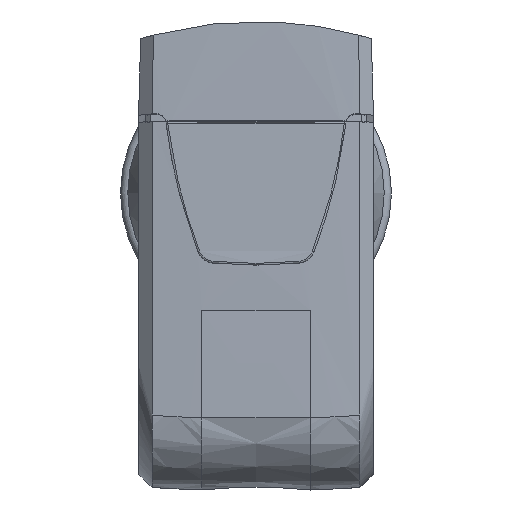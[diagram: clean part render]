
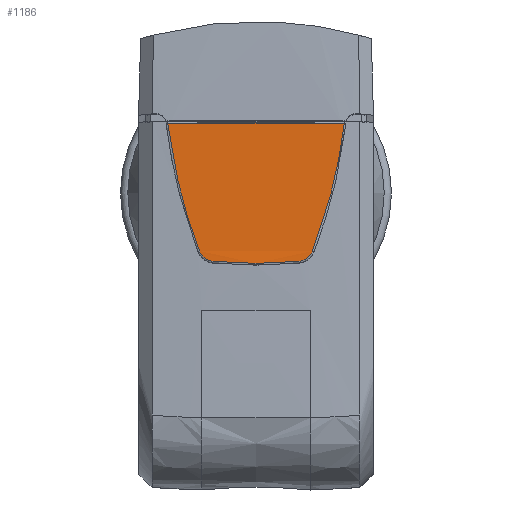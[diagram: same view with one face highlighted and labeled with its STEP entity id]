
A CAD part, left-side view. The second image highlights one B-rep face of the part: STEP entity #1186.
In plain terms, the highlighted cylindrical face has radius 84.625 mm (diameter 169.25 mm), a partial arc.
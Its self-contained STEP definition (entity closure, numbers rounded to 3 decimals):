
#1186=ADVANCED_FACE('',(#1387),#1303,.T.);
#1303=CYLINDRICAL_SURFACE('',#3358,84.625);
#1387=FACE_OUTER_BOUND('',#1535,.T.);
#1535=EDGE_LOOP('',(#2217,#2218,#2219,#2220,#2221,#2222));
#2217=ORIENTED_EDGE('',*,*,#2967,.T.);
#2218=ORIENTED_EDGE('',*,*,#2968,.T.);
#2219=ORIENTED_EDGE('',*,*,#2961,.T.);
#2220=ORIENTED_EDGE('',*,*,#2957,.T.);
#2221=ORIENTED_EDGE('',*,*,#2960,.T.);
#2222=ORIENTED_EDGE('',*,*,#2964,.T.);
#2654=VERTEX_POINT('',#6169);
#2655=VERTEX_POINT('',#6183);
#2656=VERTEX_POINT('',#6198);
#2657=VERTEX_POINT('',#6219);
#2658=VERTEX_POINT('',#6234);
#2659=VERTEX_POINT('',#6263);
#2957=EDGE_CURVE('',#2655,#2654,#3250,.T.);
#2960=EDGE_CURVE('',#2654,#2656,#3251,.T.);
#2961=EDGE_CURVE('',#2657,#2655,#3252,.T.);
#2964=EDGE_CURVE('',#2656,#2658,#3253,.T.);
#2967=EDGE_CURVE('',#2658,#2659,#3254,.T.);
#2968=EDGE_CURVE('',#2659,#2657,#3255,.T.);
#3250=B_SPLINE_CURVE_WITH_KNOTS('',3,(#6170,#6171,#6172,#6173,#6174,#6175,
#6176,#6177,#6178,#6179,#6180,#6181,#6182),.UNSPECIFIED.,.F.,.F.,(4,3,3,
3,4),(0.,0.087,0.391,0.696,1.),
 .UNSPECIFIED.);
#3251=B_SPLINE_CURVE_WITH_KNOTS('',3,(#6199,#6200,#6201,#6202),
 .UNSPECIFIED.,.F.,.F.,(4,4),(0.,1.),.UNSPECIFIED.);
#3252=B_SPLINE_CURVE_WITH_KNOTS('',3,(#6215,#6216,#6217,#6218),
 .UNSPECIFIED.,.F.,.F.,(4,4),(0.,1.),.UNSPECIFIED.);
#3253=B_SPLINE_CURVE_WITH_KNOTS('',3,(#6235,#6236,#6237,#6238,#6239,#6240,
#6241,#6242,#6243,#6244,#6245,#6246,#6247),.UNSPECIFIED.,.F.,.F.,(4,3,3,
3,4),(0.,0.088,0.392,0.696,1.),
 .UNSPECIFIED.);
#3254=B_SPLINE_CURVE_WITH_KNOTS('',3,(#6264,#6265,#6266,#6267),
 .UNSPECIFIED.,.F.,.F.,(4,4),(0.,1.),.UNSPECIFIED.);
#3255=B_SPLINE_CURVE_WITH_KNOTS('',3,(#6280,#6281,#6282,#6283,#6284,#6285,
#6286),.UNSPECIFIED.,.F.,.F.,(4,3,4),(0.,0.5,1.),
 .UNSPECIFIED.);
#3358=AXIS2_PLACEMENT_3D('',#6301,#3723,#3724);
#3723=DIRECTION('',(0.,0.,1.));
#3724=DIRECTION('',(0.,-1.,0.));
#6169=CARTESIAN_POINT('',(-18.038,2.38,12.714));
#6170=CARTESIAN_POINT('',(-18.013,3.136,13.288));
#6171=CARTESIAN_POINT('',(-18.014,3.125,13.261));
#6172=CARTESIAN_POINT('',(-18.014,3.113,13.234));
#6173=CARTESIAN_POINT('',(-18.015,3.1,13.208));
#6174=CARTESIAN_POINT('',(-18.016,3.055,13.118));
#6175=CARTESIAN_POINT('',(-18.019,2.994,13.034));
#6176=CARTESIAN_POINT('',(-18.021,2.921,12.964));
#6177=CARTESIAN_POINT('',(-18.024,2.849,12.894));
#6178=CARTESIAN_POINT('',(-18.026,2.764,12.835));
#6179=CARTESIAN_POINT('',(-18.029,2.672,12.793));
#6180=CARTESIAN_POINT('',(-18.032,2.58,12.75));
#6181=CARTESIAN_POINT('',(-18.035,2.48,12.723));
#6182=CARTESIAN_POINT('',(-18.038,2.38,12.714));
#6183=CARTESIAN_POINT('',(-18.013,3.136,13.288));
#6198=CARTESIAN_POINT('',(-18.038,-2.38,12.714));
#6199=CARTESIAN_POINT('',(-18.038,2.38,12.714));
#6200=CARTESIAN_POINT('',(-18.083,0.801,12.562));
#6201=CARTESIAN_POINT('',(-18.083,-0.801,12.562));
#6202=CARTESIAN_POINT('',(-18.038,-2.38,12.714));
#6215=CARTESIAN_POINT('',(-17.93,4.889,20.367));
#6216=CARTESIAN_POINT('',(-17.947,4.597,17.953));
#6217=CARTESIAN_POINT('',(-17.981,4.004,15.559));
#6218=CARTESIAN_POINT('',(-18.013,3.136,13.288));
#6219=CARTESIAN_POINT('',(-17.93,4.889,20.367));
#6234=CARTESIAN_POINT('',(-18.013,-3.136,13.288));
#6235=CARTESIAN_POINT('',(-18.038,-2.38,12.714));
#6236=CARTESIAN_POINT('',(-18.037,-2.409,12.717));
#6237=CARTESIAN_POINT('',(-18.036,-2.438,12.721));
#6238=CARTESIAN_POINT('',(-18.036,-2.467,12.726));
#6239=CARTESIAN_POINT('',(-18.033,-2.566,12.746));
#6240=CARTESIAN_POINT('',(-18.03,-2.663,12.783));
#6241=CARTESIAN_POINT('',(-18.027,-2.75,12.834));
#6242=CARTESIAN_POINT('',(-18.024,-2.837,12.885));
#6243=CARTESIAN_POINT('',(-18.021,-2.917,12.951));
#6244=CARTESIAN_POINT('',(-18.019,-2.982,13.028));
#6245=CARTESIAN_POINT('',(-18.017,-3.047,13.105));
#6246=CARTESIAN_POINT('',(-18.015,-3.1,13.194));
#6247=CARTESIAN_POINT('',(-18.013,-3.136,13.288));
#6263=CARTESIAN_POINT('',(-17.93,-4.889,20.367));
#6264=CARTESIAN_POINT('',(-18.013,-3.136,13.288));
#6265=CARTESIAN_POINT('',(-17.981,-4.004,15.559));
#6266=CARTESIAN_POINT('',(-17.947,-4.597,17.953));
#6267=CARTESIAN_POINT('',(-17.93,-4.889,20.367));
#6280=CARTESIAN_POINT('',(-17.93,-4.889,20.367));
#6281=CARTESIAN_POINT('',(-18.024,-3.262,20.375));
#6282=CARTESIAN_POINT('',(-18.072,-1.63,20.38));
#6283=CARTESIAN_POINT('',(-18.072,0.,20.38));
#6284=CARTESIAN_POINT('',(-18.072,1.63,20.38));
#6285=CARTESIAN_POINT('',(-18.024,3.262,20.375));
#6286=CARTESIAN_POINT('',(-17.93,4.889,20.367));
#6301=CARTESIAN_POINT('',(66.553,0.,2.5));
